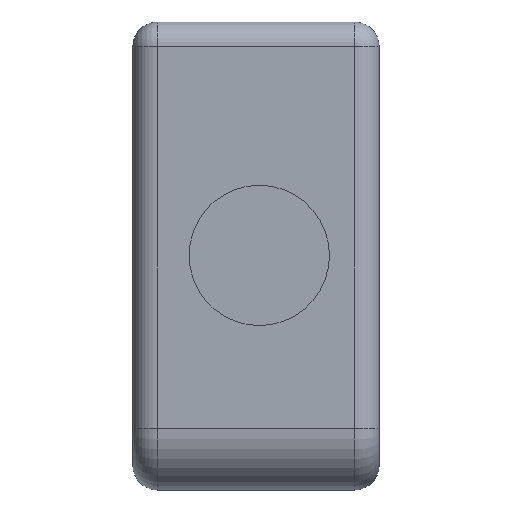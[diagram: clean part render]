
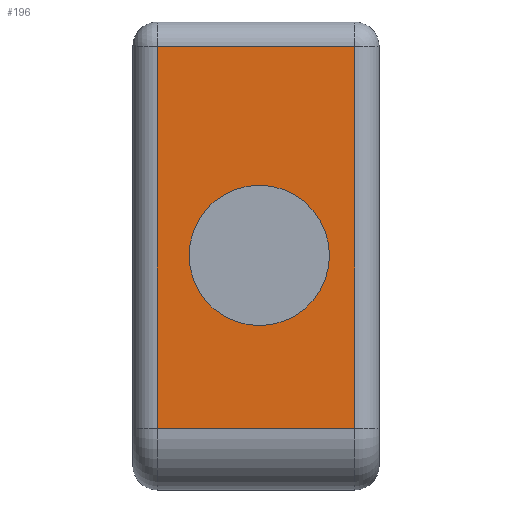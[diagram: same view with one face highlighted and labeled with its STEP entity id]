
A CAD part, top view. The second image highlights one B-rep face of the part: STEP entity #196.
In plain terms, the highlighted planar face has unit normal (0, 0, 1).
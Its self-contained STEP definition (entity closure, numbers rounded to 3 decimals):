
#32=CARTESIAN_POINT('',(802.149,839.274,168.12));
#33=VERTEX_POINT('',#32);
#34=CARTESIAN_POINT('',(802.149,1149.274,168.12));
#35=VERTEX_POINT('',#34);
#36=CARTESIAN_POINT('',(802.149,839.274,168.12));
#37=DIRECTION('',(0.,1.,0.));
#38=VECTOR('',#37,310.);
#39=LINE('',#36,#38);
#40=EDGE_CURVE('',#33,#35,#39,.T.);
#72=CARTESIAN_POINT('',(642.149,1149.274,168.12));
#73=VERTEX_POINT('',#72);
#74=CARTESIAN_POINT('',(802.149,1149.274,168.12));
#75=DIRECTION('',(-1.,0.,0.));
#76=VECTOR('',#75,160.);
#77=LINE('',#74,#76);
#78=EDGE_CURVE('',#35,#73,#77,.T.);
#103=CARTESIAN_POINT('',(642.149,839.274,168.12));
#104=VERTEX_POINT('',#103);
#105=CARTESIAN_POINT('',(642.149,839.274,168.12));
#106=DIRECTION('',(0.,1.,0.));
#107=VECTOR('',#106,310.);
#108=LINE('',#105,#107);
#109=EDGE_CURVE('',#104,#73,#108,.T.);
#134=CARTESIAN_POINT('',(642.149,839.274,168.12));
#135=DIRECTION('',(1.,0.,-0.));
#136=VECTOR('',#135,160.);
#137=LINE('',#134,#136);
#138=EDGE_CURVE('',#104,#33,#137,.T.);
#174=CARTESIAN_POINT('',(0.,0.,168.12));
#175=DIRECTION('',(0.,0.,1.));
#176=DIRECTION('',(0.,-1.,0.));
#177=AXIS2_PLACEMENT_3D('',#174,#175,#176);
#178=PLANE('',#177);
#179=CARTESIAN_POINT('',(781.8,979.673,168.12));
#180=VERTEX_POINT('',#179);
#181=CARTESIAN_POINT('',(724.8,979.673,168.12));
#182=DIRECTION('',(0.,0.,1.));
#183=DIRECTION('',(1.,0.,-0.));
#184=AXIS2_PLACEMENT_3D('',#181,#182,#183);
#185=CIRCLE('',#184,57.);
#186=EDGE_CURVE('',#180,#180,#185,.T.);
#187=ORIENTED_EDGE('',*,*,#186,.F.);
#188=EDGE_LOOP('',(#187));
#189=FACE_BOUND('',#188,.T.);
#190=ORIENTED_EDGE('',*,*,#40,.T.);
#191=ORIENTED_EDGE('',*,*,#78,.T.);
#192=ORIENTED_EDGE('',*,*,#109,.F.);
#193=ORIENTED_EDGE('',*,*,#138,.T.);
#194=EDGE_LOOP('',(#190,#191,#192,#193));
#195=FACE_BOUND('',#194,.T.);
#196=ADVANCED_FACE('',(#189,#195),#178,.T.);
